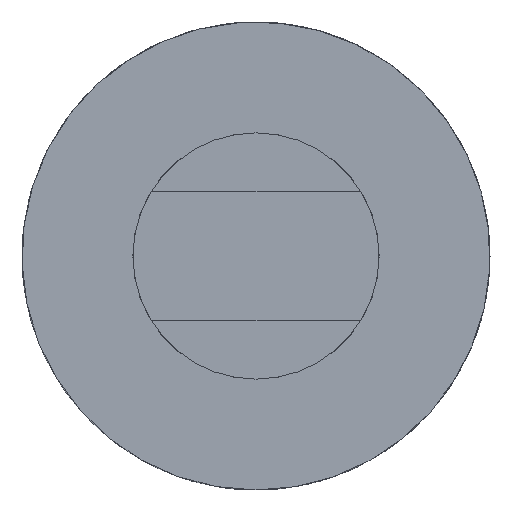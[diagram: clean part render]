
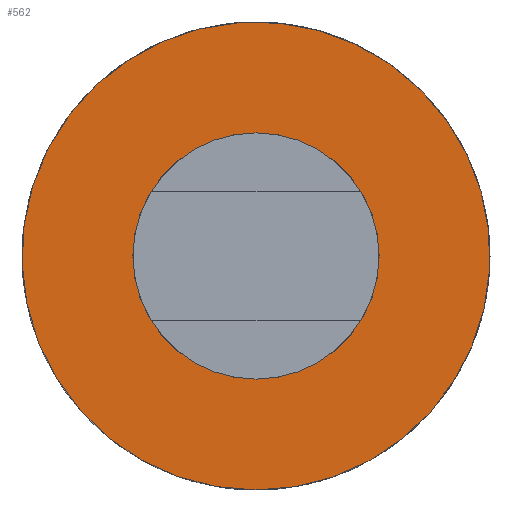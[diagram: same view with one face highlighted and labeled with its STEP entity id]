
A CAD part, left-side view. The second image highlights one B-rep face of the part: STEP entity #562.
In plain terms, the highlighted face is planar.
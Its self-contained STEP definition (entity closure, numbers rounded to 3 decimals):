
#43=PLANE('',#682);
#65=FACE_BOUND('',#116,.T.);
#80=FACE_OUTER_BOUND('',#115,.T.);
#115=EDGE_LOOP('',(#445));
#116=EDGE_LOOP('',(#446));
#147=CIRCLE('',#667,2.5);
#152=CIRCLE('',#681,4.75);
#275=VERTEX_POINT('',#931);
#284=VERTEX_POINT('',#966);
#327=EDGE_CURVE('',#275,#275,#147,.T.);
#344=EDGE_CURVE('',#284,#284,#152,.T.);
#445=ORIENTED_EDGE('',*,*,#344,.T.);
#446=ORIENTED_EDGE('',*,*,#327,.T.);
#562=ADVANCED_FACE('',(#80,#65),#43,.F.);
#667=AXIS2_PLACEMENT_3D('',#932,#746,#747);
#681=AXIS2_PLACEMENT_3D('',#967,#786,#787);
#682=AXIS2_PLACEMENT_3D('',#968,#788,#789);
#746=DIRECTION('center_axis',(0.,0.,1.));
#747=DIRECTION('ref_axis',(-1.,0.,0.));
#786=DIRECTION('center_axis',(0.,0.,-1.));
#787=DIRECTION('ref_axis',(-1.,0.,0.));
#788=DIRECTION('center_axis',(0.,0.,1.));
#789=DIRECTION('ref_axis',(1.,0.,0.));
#931=CARTESIAN_POINT('',(-2.5,0.,0.));
#932=CARTESIAN_POINT('Origin',(0.,0.,0.));
#966=CARTESIAN_POINT('',(4.75,0.,0.));
#967=CARTESIAN_POINT('Origin',(0.,0.,0.));
#968=CARTESIAN_POINT('Origin',(0.,0.,
0.));
